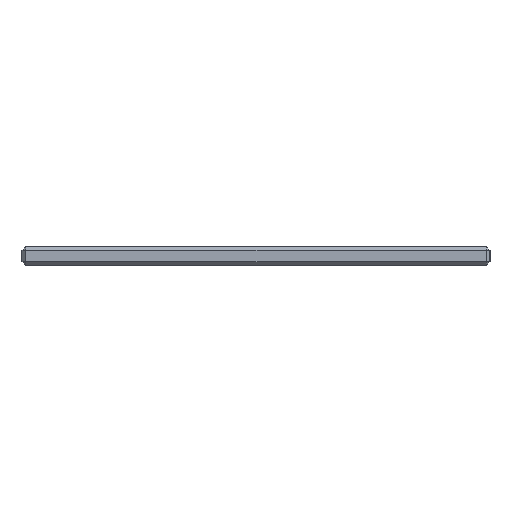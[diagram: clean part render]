
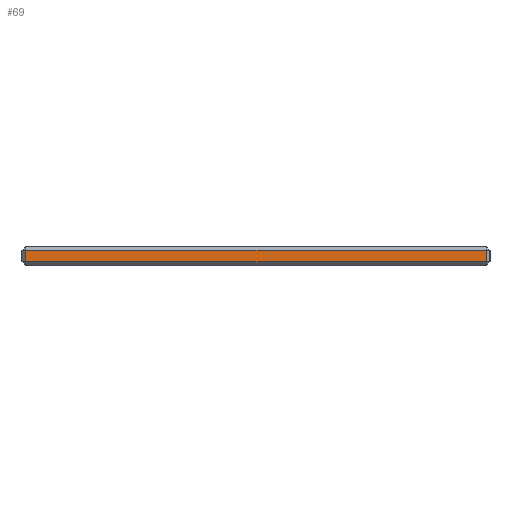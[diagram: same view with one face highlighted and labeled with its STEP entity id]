
A CAD part, left-side view. The second image highlights one B-rep face of the part: STEP entity #69.
In plain terms, the highlighted planar face has unit normal (-1, 0, 0).
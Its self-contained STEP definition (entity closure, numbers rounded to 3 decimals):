
#69 = ADVANCED_FACE ( 'NONE', ( #1180 ), #1497, .F. ) ;
#73 = ORIENTED_EDGE ( 'NONE', *, *, #83, .T. ) ;
#81 = EDGE_LOOP ( 'NONE', ( #73, #825, #539, #578 ) ) ;
#83 = EDGE_CURVE ( 'NONE', #523, #521, #1524, .T. ) ;
#470 = EDGE_CURVE ( 'NONE', #622, #537, #739, .T. ) ;
#521 = VERTEX_POINT ( 'NONE', #1002 ) ;
#523 = VERTEX_POINT ( 'NONE', #775 ) ;
#537 = VERTEX_POINT ( 'NONE', #792 ) ;
#539 = ORIENTED_EDGE ( 'NONE', *, *, #470, .T. ) ;
#573 = EDGE_CURVE ( 'NONE', #537, #523, #826, .T. ) ;
#578 = ORIENTED_EDGE ( 'NONE', *, *, #573, .T. ) ;
#622 = VERTEX_POINT ( 'NONE', #779 ) ;
#736 = DIRECTION ( 'NONE',  ( 0., 0., 1. ) ) ;
#737 = VECTOR ( 'NONE', #736, 1000. ) ;
#738 = CARTESIAN_POINT ( 'NONE',  ( -18., -12.3, 0.5 ) ) ;
#739 = LINE ( 'NONE', #738, #737 ) ;
#775 = CARTESIAN_POINT ( 'NONE',  ( -18., 12.3, 0.3 ) ) ;
#779 = CARTESIAN_POINT ( 'NONE',  ( -18., -12.3, -0.3 ) ) ;
#792 = CARTESIAN_POINT ( 'NONE',  ( -18., -12.3, 0.3 ) ) ;
#825 = ORIENTED_EDGE ( 'NONE', *, *, #923, .T. ) ;
#826 = LINE ( 'NONE', #933, #931 ) ;
#923 = EDGE_CURVE ( 'NONE', #521, #622, #1104, .T. ) ;
#930 = DIRECTION ( 'NONE',  ( 0., 1., 0. ) ) ;
#931 = VECTOR ( 'NONE', #930, 1000. ) ;
#933 = CARTESIAN_POINT ( 'NONE',  ( -18., -12.5, 0.3 ) ) ;
#1002 = CARTESIAN_POINT ( 'NONE',  ( -18., 12.3, -0.3 ) ) ;
#1100 = VECTOR ( 'NONE', #1208, 1000. ) ;
#1102 = CARTESIAN_POINT ( 'NONE',  ( -18., -12.5, -0.3 ) ) ;
#1104 = LINE ( 'NONE', #1102, #1100 ) ;
#1180 = FACE_OUTER_BOUND ( 'NONE', #81, .T. ) ;
#1208 = DIRECTION ( 'NONE',  ( 0., -1., 0. ) ) ;
#1437 = DIRECTION ( 'NONE',  ( 1., 0., 0. ) ) ;
#1438 = AXIS2_PLACEMENT_3D ( 'NONE', #1439, #1437, #1496 ) ;
#1439 = CARTESIAN_POINT ( 'NONE',  ( -18., -12.5, 0.5 ) ) ;
#1496 = DIRECTION ( 'NONE',  ( 0., 0., -1. ) ) ;
#1497 = PLANE ( 'NONE',  #1438 ) ;
#1523 = CARTESIAN_POINT ( 'NONE',  ( -18., 12.3, 0.5 ) ) ;
#1524 = LINE ( 'NONE', #1523, #1542 ) ;
#1541 = DIRECTION ( 'NONE',  ( 0., 0., -1. ) ) ;
#1542 = VECTOR ( 'NONE', #1541, 1000. ) ;
